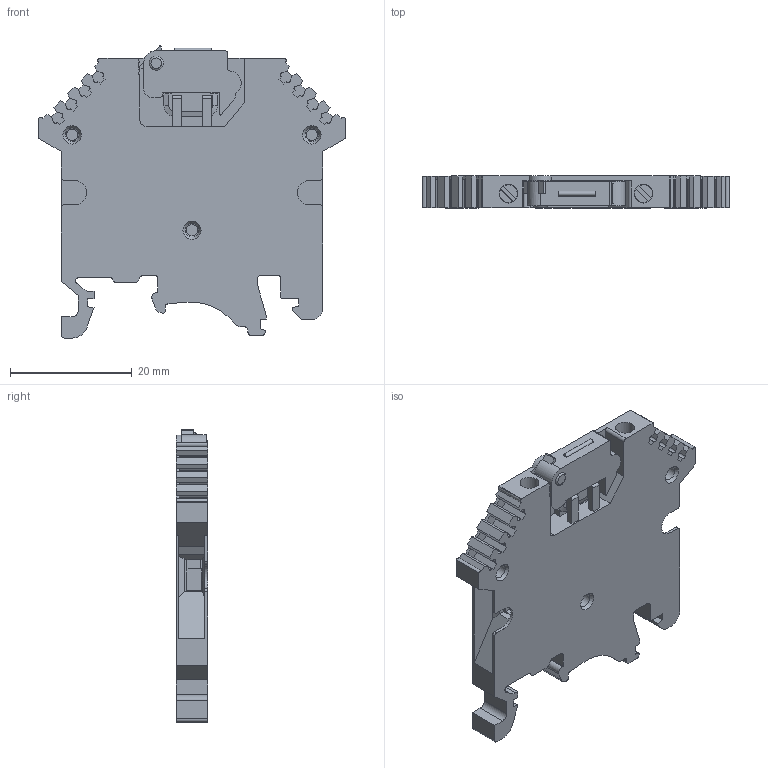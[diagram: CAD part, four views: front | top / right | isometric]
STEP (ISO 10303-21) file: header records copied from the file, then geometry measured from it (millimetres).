
FILE_DESCRIPTION(/* description */ ('Unknown'),/* implementation_level */ '2;1');
FILE_NAME(/* name */ 'BKNC-2,5',/* time_stamp */ '2024-10-22T09:00:49-03:00',/* author */ ('Unknown'),/* organization */ ('Unknown'),/* preprocessor_version */ 'ST-DEVELOPER v16.7',/* originating_system */ 'Solid Edge',/* authorisation */ 'Unknown');
FILE_SCHEMA (('AUTOMOTIVE_DESIGN {1 0 10303 214 3 1 1}'));
Length unit declared in the file: millimetre
Products named in the file (1): BKNC-2,5
Bounding box: 50.4 x 5.2 x 47.99 mm (x, y, z)
Volume: 7570.7 mm3; surface area: 6224.9 mm2
Topology: 1 solids, 1 shells, 405 faces, 1152 edges, 758 vertices
Faces by surface type: plane 299, cylinder 91, torus 8, cone 7
Full cylindrical faces by diameter (mm): 2.3 x3, 2.7 x1, 3.1 x2
Entity records: 15826 total; most frequent: CARTESIAN_POINT 2327, ORIENTED_EDGE 2266, DIRECTION 2145, EDGE_CURVE 1133, LINE 909, VECTOR 909, VERTEX_POINT 752, AXIS2_PLACEMENT_3D 618
